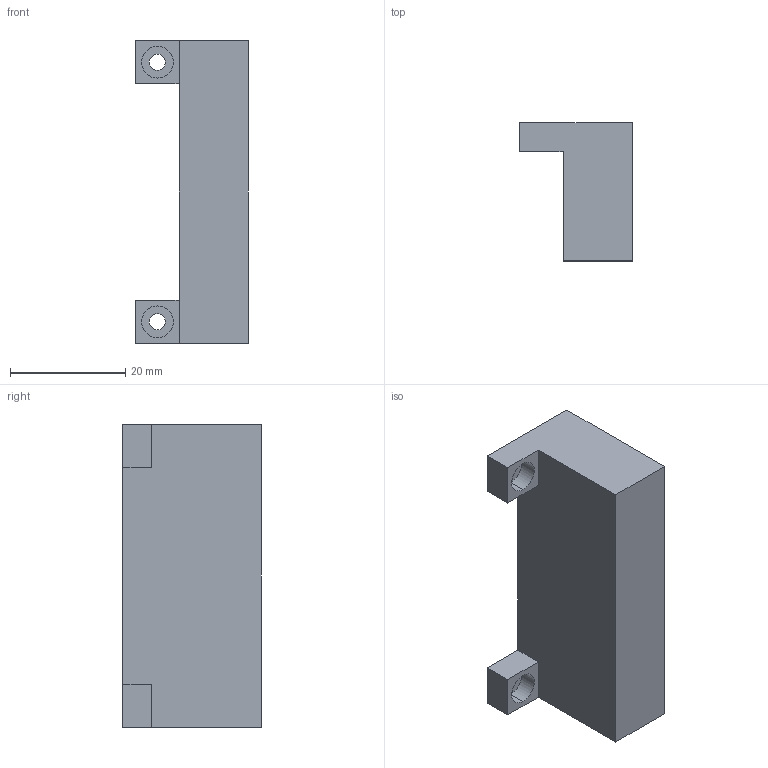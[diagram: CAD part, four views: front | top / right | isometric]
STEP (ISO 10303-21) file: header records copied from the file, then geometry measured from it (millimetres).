
FILE_DESCRIPTION (( 'STEP AP203' ), '1' );
FILE_NAME ('hcsrHousing2x.STEP', '2024-06-15T07:55:14', ( '' ), ( '' ), 'SwSTEP 2.0', 'SolidWorks 2023', '' );
FILE_SCHEMA (( 'CONFIG_CONTROL_DESIGN' ));
Length unit declared in the file: millimetre
Products named in the file (1): hcsrHousing2x
Bounding box: 19.5 x 24 x 52.5 mm (x, y, z)
Volume: 7420.6 mm3; surface area: 5618.1 mm2
Topology: 1 solids, 1 shells, 46 faces, 114 edges, 76 vertices
Faces by surface type: plane 30, cylinder 16
Entity records: 1455 total; most frequent: DIRECTION 240, CARTESIAN_POINT 237, ORIENTED_EDGE 228, EDGE_CURVE 114, LINE 82, VECTOR 82, AXIS2_PLACEMENT_3D 79, VERTEX_POINT 76
